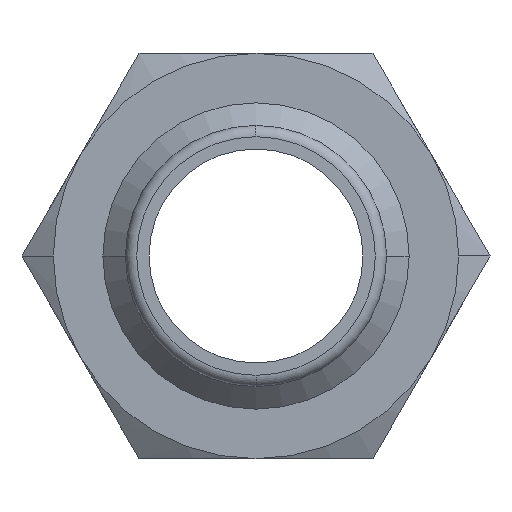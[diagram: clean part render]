
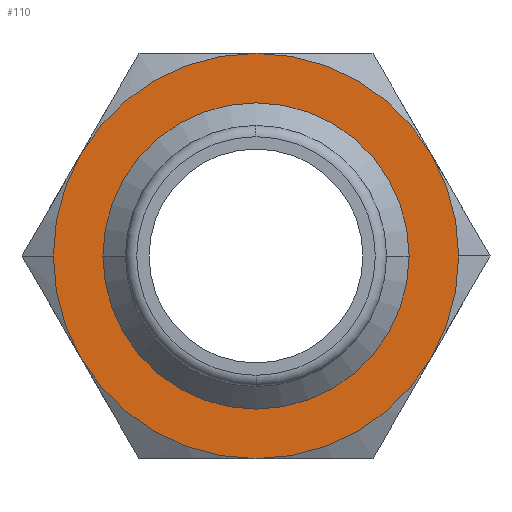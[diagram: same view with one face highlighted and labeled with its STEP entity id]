
A CAD part, front view. The second image highlights one B-rep face of the part: STEP entity #110.
In plain terms, the highlighted planar face has unit normal (0, -1, 0).
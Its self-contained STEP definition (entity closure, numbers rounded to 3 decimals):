
#110=ADVANCED_FACE('',(#243,#244),#245,.T.);
#243=FACE_OUTER_BOUND('',#398,.T.);
#244=FACE_BOUND('',#399,.T.);
#245=PLANE('',#400);
#398=EDGE_LOOP('',(#640,#641,#642,#643,#644,#645,#646,#647));
#399=EDGE_LOOP('',(#648,#649));
#400=AXIS2_PLACEMENT_3D('',#650,#651,#652);
#640=ORIENTED_EDGE('',*,*,#962,.F.);
#641=ORIENTED_EDGE('',*,*,#963,.F.);
#642=ORIENTED_EDGE('',*,*,#964,.F.);
#643=ORIENTED_EDGE('',*,*,#965,.F.);
#644=ORIENTED_EDGE('',*,*,#937,.F.);
#645=ORIENTED_EDGE('',*,*,#966,.F.);
#646=ORIENTED_EDGE('',*,*,#967,.F.);
#647=ORIENTED_EDGE('',*,*,#932,.F.);
#648=ORIENTED_EDGE('',*,*,#890,.F.);
#649=ORIENTED_EDGE('',*,*,#968,.F.);
#650=CARTESIAN_POINT('',(9.0,34.0,0.0));
#651=DIRECTION('',(-0.0,-1.0,-0.0));
#652=DIRECTION('',(-1.0,0.0,0.0));
#890=EDGE_CURVE('',#1043,#1039,#1045,.T.);
#932=EDGE_CURVE('',#1109,#1112,#1113,.T.);
#937=EDGE_CURVE('',#1119,#1117,#1121,.T.);
#962=EDGE_CURVE('',#1156,#1109,#1157,.T.);
#963=EDGE_CURVE('',#1158,#1156,#1159,.T.);
#964=EDGE_CURVE('',#1160,#1158,#1161,.T.);
#965=EDGE_CURVE('',#1117,#1160,#1162,.T.);
#966=EDGE_CURVE('',#1163,#1119,#1164,.T.);
#967=EDGE_CURVE('',#1112,#1163,#1165,.T.);
#968=EDGE_CURVE('',#1039,#1043,#1166,.T.);
#1039=VERTEX_POINT('',#1249);
#1043=VERTEX_POINT('',#1254);
#1045=CIRCLE('',#1257,13.6);
#1109=VERTEX_POINT('',#1357);
#1112=VERTEX_POINT('',#1361);
#1113=CIRCLE('',#1362,18.0);
#1117=VERTEX_POINT('',#1377);
#1119=VERTEX_POINT('',#1380);
#1121=CIRCLE('',#1393,18.0);
#1156=VERTEX_POINT('',#1434);
#1157=CIRCLE('',#1435,18.0);
#1158=VERTEX_POINT('',#1436);
#1159=CIRCLE('',#1437,18.0);
#1160=VERTEX_POINT('',#1438);
#1161=CIRCLE('',#1439,18.0);
#1162=CIRCLE('',#1440,18.0);
#1163=VERTEX_POINT('',#1441);
#1164=CIRCLE('',#1442,18.0);
#1165=CIRCLE('',#1443,18.0);
#1166=CIRCLE('',#1444,13.6);
#1249=CARTESIAN_POINT('',(13.6,34.0,0.));
#1254=CARTESIAN_POINT('',(-13.6,34.0,0.));
#1257=AXIS2_PLACEMENT_3D('',#1756,#1757,#1758);
#1357=CARTESIAN_POINT('',(18.0,34.0,0.));
#1361=CARTESIAN_POINT('',(15.588,34.0,-9.0));
#1362=AXIS2_PLACEMENT_3D('',#1816,#1817,#1818);
#1377=CARTESIAN_POINT('',(-18.0,34.0,0.));
#1380=CARTESIAN_POINT('',(-15.588,34.0,-9.0));
#1393=AXIS2_PLACEMENT_3D('',#1820,#1821,#1822);
#1434=CARTESIAN_POINT('',(15.588,34.0,9.0));
#1435=AXIS2_PLACEMENT_3D('',#1859,#1860,#1861);
#1436=CARTESIAN_POINT('',(0.,34.0,18.0));
#1437=AXIS2_PLACEMENT_3D('',#1862,#1863,#1864);
#1438=CARTESIAN_POINT('',(-15.588,34.0,9.));
#1439=AXIS2_PLACEMENT_3D('',#1865,#1866,#1867);
#1440=AXIS2_PLACEMENT_3D('',#1868,#1869,#1870);
#1441=CARTESIAN_POINT('',(0.0,34.0,-18.0));
#1442=AXIS2_PLACEMENT_3D('',#1871,#1872,#1873);
#1443=AXIS2_PLACEMENT_3D('',#1874,#1875,#1876);
#1444=AXIS2_PLACEMENT_3D('',#1877,#1878,#1879);
#1756=CARTESIAN_POINT('',(0.0,34.0,0.0));
#1757=DIRECTION('',(0.0,-1.0,0.0));
#1758=DIRECTION('',(1.0,0.0,0.0));
#1816=CARTESIAN_POINT('',(0.0,34.0,0.0));
#1817=DIRECTION('',(-0.0,1.0,0.0));
#1818=DIRECTION('',(1.0,0.0,0.0));
#1820=CARTESIAN_POINT('',(0.0,34.0,0.0));
#1821=DIRECTION('',(-0.0,1.0,0.0));
#1822=DIRECTION('',(1.0,0.0,0.0));
#1859=CARTESIAN_POINT('',(0.0,34.0,0.0));
#1860=DIRECTION('',(-0.0,1.0,0.0));
#1861=DIRECTION('',(1.0,0.0,0.0));
#1862=CARTESIAN_POINT('',(0.0,34.0,0.0));
#1863=DIRECTION('',(-0.0,1.0,0.0));
#1864=DIRECTION('',(1.0,0.0,0.0));
#1865=CARTESIAN_POINT('',(0.0,34.0,0.0));
#1866=DIRECTION('',(-0.0,1.0,0.0));
#1867=DIRECTION('',(1.0,0.0,0.0));
#1868=CARTESIAN_POINT('',(0.0,34.0,0.0));
#1869=DIRECTION('',(-0.0,1.0,0.0));
#1870=DIRECTION('',(1.0,0.0,0.0));
#1871=CARTESIAN_POINT('',(0.0,34.0,0.0));
#1872=DIRECTION('',(-0.0,1.0,0.0));
#1873=DIRECTION('',(1.0,0.0,0.0));
#1874=CARTESIAN_POINT('',(0.0,34.0,0.0));
#1875=DIRECTION('',(-0.0,1.0,0.0));
#1876=DIRECTION('',(1.0,0.0,0.0));
#1877=CARTESIAN_POINT('',(0.0,34.0,0.0));
#1878=DIRECTION('',(0.0,-1.0,0.0));
#1879=DIRECTION('',(1.0,0.0,0.0));
